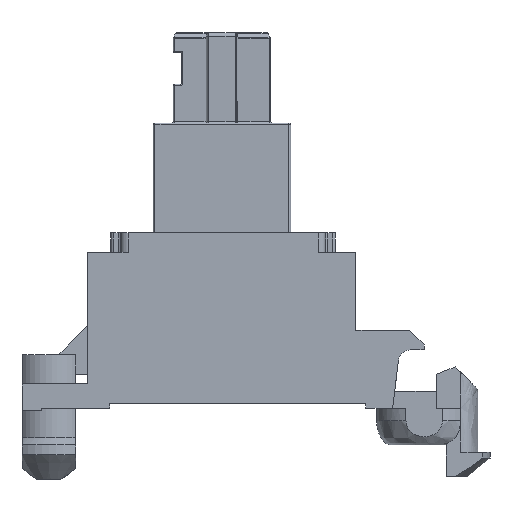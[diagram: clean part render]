
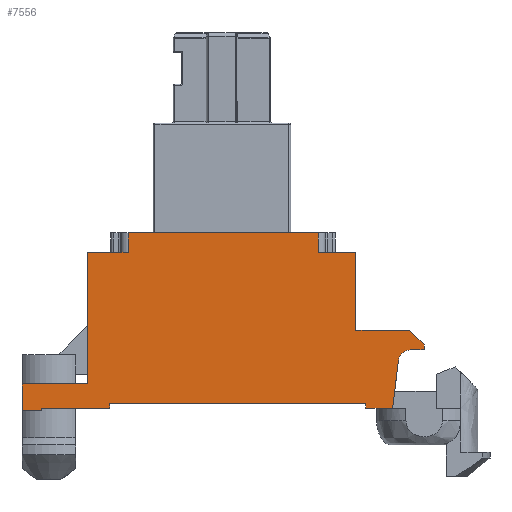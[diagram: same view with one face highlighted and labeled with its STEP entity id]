
A CAD part, left-side view. The second image highlights one B-rep face of the part: STEP entity #7556.
In plain terms, the highlighted planar face has unit normal (-1, 0, 0).
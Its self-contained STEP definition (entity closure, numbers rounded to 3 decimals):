
#133=PLANE('',#8076);
#373=LINE('',#11679,#1068);
#448=LINE('',#11902,#1143);
#492=LINE('',#12002,#1187);
#508=LINE('',#12058,#1203);
#530=LINE('',#12099,#1225);
#531=LINE('',#12101,#1226);
#532=LINE('',#12103,#1227);
#533=LINE('',#12105,#1228);
#534=LINE('',#12107,#1229);
#535=LINE('',#12109,#1230);
#536=LINE('',#12111,#1231);
#537=LINE('',#12113,#1232);
#538=LINE('',#12114,#1233);
#539=LINE('',#12116,#1234);
#540=LINE('',#12120,#1235);
#541=LINE('',#12122,#1236);
#542=LINE('',#12124,#1237);
#543=LINE('',#12125,#1238);
#544=LINE('',#12127,#1239);
#545=LINE('',#12128,#1240);
#546=LINE('',#12129,#1241);
#1068=VECTOR('',#8881,1000.);
#1143=VECTOR('',#9038,1000.);
#1187=VECTOR('',#9120,1000.);
#1203=VECTOR('',#9162,1000.);
#1225=VECTOR('',#9190,1000.);
#1226=VECTOR('',#9191,1000.);
#1227=VECTOR('',#9192,1000.);
#1228=VECTOR('',#9193,1000.);
#1229=VECTOR('',#9194,1000.);
#1230=VECTOR('',#9195,1000.);
#1231=VECTOR('',#9196,1000.);
#1232=VECTOR('',#9197,1000.);
#1233=VECTOR('',#9198,1000.);
#1234=VECTOR('',#9199,1000.);
#1235=VECTOR('',#9202,1000.);
#1236=VECTOR('',#9203,1000.);
#1237=VECTOR('',#9204,1000.);
#1238=VECTOR('',#9205,1000.);
#1239=VECTOR('',#9206,1000.);
#1240=VECTOR('',#9207,1000.);
#1241=VECTOR('',#9208,1000.);
#1734=CIRCLE('',#8077,0.5);
#2223=FACE_OUTER_BOUND('',#2669,.T.);
#2669=EDGE_LOOP('',(#5569,#5570,#5571,#5572,#5573,#5574,#5575,#5576,#5577,
#5578,#5579,#5580,#5581,#5582,#5583,#5584,#5585,#5586,#5587,#5588,#5589,
#5590));
#3281=VERTEX_POINT('',#11676);
#3282=VERTEX_POINT('',#11678);
#3352=VERTEX_POINT('',#11899);
#3353=VERTEX_POINT('',#11901);
#3389=VERTEX_POINT('',#11999);
#3390=VERTEX_POINT('',#12001);
#3394=VERTEX_POINT('',#12011);
#3417=VERTEX_POINT('',#12056);
#3433=VERTEX_POINT('',#12098);
#3434=VERTEX_POINT('',#12100);
#3435=VERTEX_POINT('',#12102);
#3436=VERTEX_POINT('',#12104);
#3437=VERTEX_POINT('',#12106);
#3438=VERTEX_POINT('',#12108);
#3439=VERTEX_POINT('',#12110);
#3440=VERTEX_POINT('',#12112);
#3441=VERTEX_POINT('',#12115);
#3442=VERTEX_POINT('',#12117);
#3443=VERTEX_POINT('',#12119);
#3444=VERTEX_POINT('',#12121);
#3445=VERTEX_POINT('',#12123);
#3446=VERTEX_POINT('',#12126);
#4041=EDGE_CURVE('',#3281,#3282,#373,.T.);
#4140=EDGE_CURVE('',#3352,#3353,#448,.T.);
#4191=EDGE_CURVE('',#3389,#3390,#492,.T.);
#4219=EDGE_CURVE('',#3417,#3394,#508,.T.);
#4242=EDGE_CURVE('',#3390,#3433,#530,.T.);
#4243=EDGE_CURVE('',#3434,#3389,#531,.T.);
#4244=EDGE_CURVE('',#3435,#3434,#532,.T.);
#4245=EDGE_CURVE('',#3436,#3435,#533,.T.);
#4246=EDGE_CURVE('',#3437,#3436,#534,.T.);
#4247=EDGE_CURVE('',#3438,#3437,#535,.T.);
#4248=EDGE_CURVE('',#3439,#3438,#536,.T.);
#4249=EDGE_CURVE('',#3440,#3439,#537,.T.);
#4250=EDGE_CURVE('',#3282,#3440,#538,.T.);
#4251=EDGE_CURVE('',#3441,#3281,#539,.T.);
#4252=EDGE_CURVE('',#3442,#3441,#1734,.T.);
#4253=EDGE_CURVE('',#3443,#3442,#540,.T.);
#4254=EDGE_CURVE('',#3444,#3443,#541,.T.);
#4255=EDGE_CURVE('',#3445,#3444,#542,.T.);
#4256=EDGE_CURVE('',#3353,#3445,#543,.T.);
#4257=EDGE_CURVE('',#3446,#3352,#544,.T.);
#4258=EDGE_CURVE('',#3446,#3394,#545,.T.);
#4259=EDGE_CURVE('',#3433,#3417,#546,.T.);
#5569=ORIENTED_EDGE('',*,*,#4242,.F.);
#5570=ORIENTED_EDGE('',*,*,#4191,.F.);
#5571=ORIENTED_EDGE('',*,*,#4243,.F.);
#5572=ORIENTED_EDGE('',*,*,#4244,.F.);
#5573=ORIENTED_EDGE('',*,*,#4245,.F.);
#5574=ORIENTED_EDGE('',*,*,#4246,.F.);
#5575=ORIENTED_EDGE('',*,*,#4247,.F.);
#5576=ORIENTED_EDGE('',*,*,#4248,.F.);
#5577=ORIENTED_EDGE('',*,*,#4249,.F.);
#5578=ORIENTED_EDGE('',*,*,#4250,.F.);
#5579=ORIENTED_EDGE('',*,*,#4041,.F.);
#5580=ORIENTED_EDGE('',*,*,#4251,.F.);
#5581=ORIENTED_EDGE('',*,*,#4252,.F.);
#5582=ORIENTED_EDGE('',*,*,#4253,.F.);
#5583=ORIENTED_EDGE('',*,*,#4254,.F.);
#5584=ORIENTED_EDGE('',*,*,#4255,.F.);
#5585=ORIENTED_EDGE('',*,*,#4256,.F.);
#5586=ORIENTED_EDGE('',*,*,#4140,.F.);
#5587=ORIENTED_EDGE('',*,*,#4257,.F.);
#5588=ORIENTED_EDGE('',*,*,#4258,.T.);
#5589=ORIENTED_EDGE('',*,*,#4219,.F.);
#5590=ORIENTED_EDGE('',*,*,#4259,.F.);
#7556=ADVANCED_FACE('',(#2223),#133,.F.);
#8076=AXIS2_PLACEMENT_3D('',#12097,#9188,#9189);
#8077=AXIS2_PLACEMENT_3D('',#12118,#9200,#9201);
#8881=DIRECTION('',(0.,0.,-1.));
#9038=DIRECTION('',(0.,-1.,0.));
#9120=DIRECTION('',(0.,1.,0.));
#9162=DIRECTION('',(0.,0.,1.));
#9188=DIRECTION('center_axis',(1.,0.,0.));
#9189=DIRECTION('ref_axis',(0.,0.,-1.));
#9190=DIRECTION('',(0.,0.,1.));
#9191=DIRECTION('',(0.,0.,1.));
#9192=DIRECTION('',(0.,1.,0.));
#9193=DIRECTION('',(0.,0.,-1.));
#9194=DIRECTION('',(0.,-1.,0.));
#9195=DIRECTION('',(0.,0.,-1.));
#9196=DIRECTION('',(0.,-1.,0.));
#9197=DIRECTION('',(0.,0.,-1.));
#9198=DIRECTION('',(0.,1.,0.));
#9199=DIRECTION('',(0.,-0.992,-0.124));
#9200=DIRECTION('center_axis',(-1.,0.,0.));
#9201=DIRECTION('ref_axis',(0.,0.,-1.));
#9202=DIRECTION('',(0.,0.,-1.));
#9203=DIRECTION('',(0.,-1.,0.));
#9204=DIRECTION('',(0.,-0.707,0.707));
#9205=DIRECTION('',(0.,0.,1.));
#9206=DIRECTION('',(0.,0.,1.));
#9207=DIRECTION('',(0.,1.,0.));
#9208=DIRECTION('',(0.,1.,0.));
#11676=CARTESIAN_POINT('',(-3.4,-3.6,7.));
#11678=CARTESIAN_POINT('',(-3.4,-3.6,5.9));
#11679=CARTESIAN_POINT('',(-3.4,-3.6,5.9));
#11899=CARTESIAN_POINT('',(-3.4,2.8,5.5));
#11901=CARTESIAN_POINT('',(-3.4,-0.4,5.5));
#11902=CARTESIAN_POINT('',(-3.4,3.6,5.5));
#11999=CARTESIAN_POINT('',(-3.4,-2.6,-5.5));
#12001=CARTESIAN_POINT('',(-3.4,2.8,-5.5));
#12002=CARTESIAN_POINT('',(-3.4,3.6,-5.5));
#12011=CARTESIAN_POINT('',(-3.4,3.6,3.95));
#12056=CARTESIAN_POINT('',(-3.4,3.6,-3.85));
#12058=CARTESIAN_POINT('',(-3.4,3.6,5.5));
#12097=CARTESIAN_POINT('Origin',(-3.4,-1.7,7.741));
#12098=CARTESIAN_POINT('',(-3.4,2.8,-3.85));
#12099=CARTESIAN_POINT('',(-3.4,2.8,7.741));
#12100=CARTESIAN_POINT('',(-3.4,-2.6,-8.2));
#12101=CARTESIAN_POINT('',(-3.4,-2.6,-5.5));
#12102=CARTESIAN_POINT('',(-3.4,-3.7,-8.2));
#12103=CARTESIAN_POINT('',(-3.4,-2.6,-8.2));
#12104=CARTESIAN_POINT('',(-3.4,-3.7,-7.4));
#12105=CARTESIAN_POINT('',(-3.4,-3.7,-8.2));
#12106=CARTESIAN_POINT('',(-3.4,-3.6,-7.4));
#12107=CARTESIAN_POINT('',(-3.4,-3.6,-7.4));
#12108=CARTESIAN_POINT('',(-3.4,-3.6,-4.6));
#12109=CARTESIAN_POINT('',(-3.4,-3.6,-4.6));
#12110=CARTESIAN_POINT('',(-3.4,-3.4,-4.6));
#12111=CARTESIAN_POINT('',(-3.4,-3.4,-4.6));
#12112=CARTESIAN_POINT('',(-3.4,-3.4,5.9));
#12113=CARTESIAN_POINT('',(-3.4,-3.4,5.9));
#12114=CARTESIAN_POINT('',(-3.4,-3.4,5.9));
#12115=CARTESIAN_POINT('',(-3.4,-1.638,7.245));
#12116=CARTESIAN_POINT('',(-3.4,-3.6,7.));
#12117=CARTESIAN_POINT('',(-3.4,-1.2,7.741));
#12118=CARTESIAN_POINT('Origin',(-3.4,-1.7,7.741));
#12119=CARTESIAN_POINT('',(-3.4,-1.2,8.3));
#12120=CARTESIAN_POINT('',(-3.4,-1.2,7.741));
#12121=CARTESIAN_POINT('',(-3.4,-1.,8.3));
#12122=CARTESIAN_POINT('',(-3.4,-1.2,8.3));
#12123=CARTESIAN_POINT('',(-3.4,-0.4,7.7));
#12124=CARTESIAN_POINT('',(-3.4,-1.,8.3));
#12125=CARTESIAN_POINT('',(-3.4,-0.4,7.7));
#12126=CARTESIAN_POINT('',(-3.4,2.8,3.95));
#12127=CARTESIAN_POINT('',(-3.4,2.8,7.741));
#12128=CARTESIAN_POINT('',(-3.4,-15.237,3.95));
#12129=CARTESIAN_POINT('',(-3.4,-15.237,-3.85));
